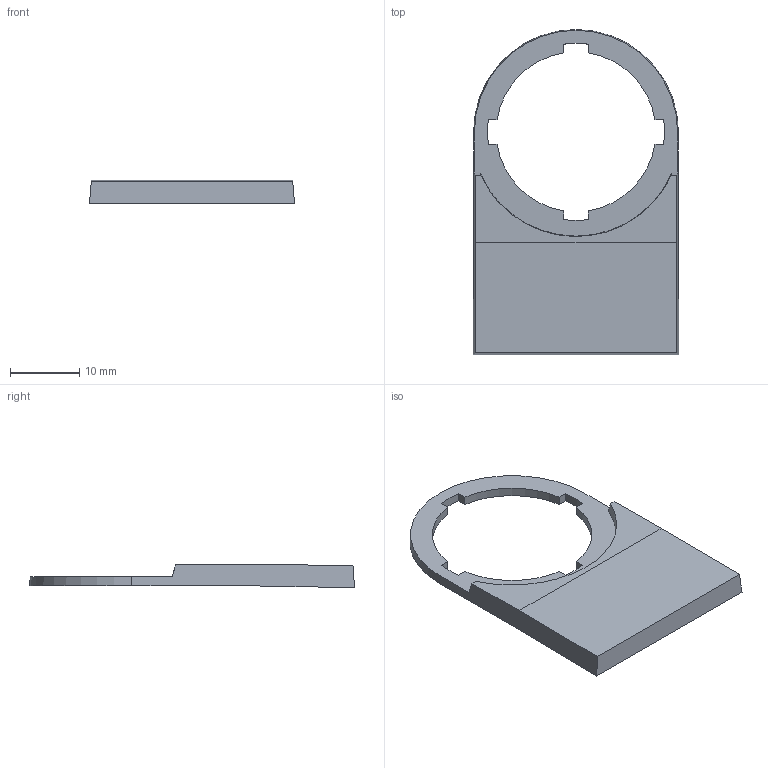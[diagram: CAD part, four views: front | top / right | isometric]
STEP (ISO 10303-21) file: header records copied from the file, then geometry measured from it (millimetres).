
FILE_DESCRIPTION(('SolidDesigner STEP Export'),'2;1');
FILE_NAME('0828986_CARRIER_EMLP_22_27x15-select.stp','2014-02-26T10:57:53',(''),(''),'Creo Elements/Direct Modeling STEP processor for AP214 (Solid Model)','Creo Elements/Direct Modeling 18.1 06-May-2012 (C) Parametric Technology GmbH','');
FILE_SCHEMA(('AUTOMOTIVE_DESIGN { 1 0 10303 214 1 1 1 1 }'));
Length unit declared in the file: millimetre
Products named in the file (2): 0828986_CARRIER_EMLP_22_27x15-select
Assembly tree (1 placements, depth 2):
  0828986_CARRIER_EMLP_22_27x15-select
    0828986_CARRIER_EMLP_22_27x15-select
Bounding box: 29.55 x 46.81 x 3.36 mm (x, y, z)
Volume: 2146.9 mm3; surface area: 2181.3 mm2
Topology: 1 solids, 1 shells, 31 faces, 89 edges, 60 vertices
Faces by surface type: plane 21, cylinder 8, cone 2
Entity records: 1284 total; most frequent: ORIENTED_EDGE 178, CARTESIAN_POINT 175, DIRECTION 164, EDGE_CURVE 89, VECTOR 66, LINE 66, VERTEX_POINT 60, AXIS2_PLACEMENT_3D 49
